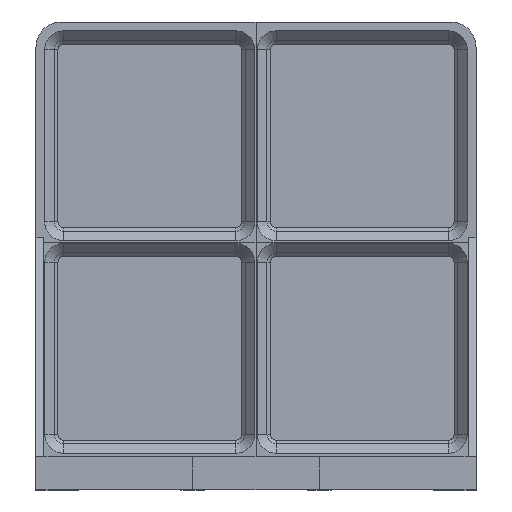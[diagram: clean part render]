
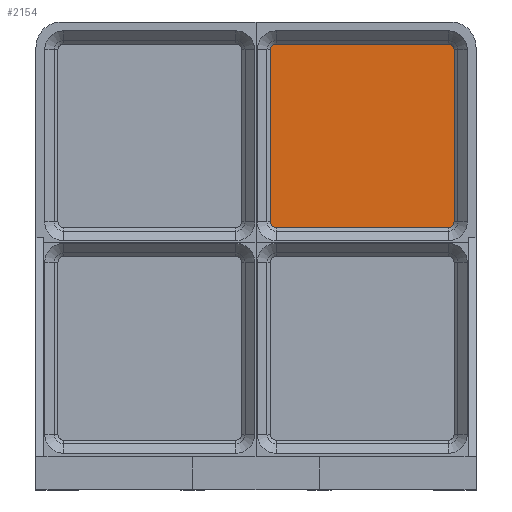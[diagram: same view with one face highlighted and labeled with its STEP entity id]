
A CAD part, top view. The second image highlights one B-rep face of the part: STEP entity #2154.
In plain terms, the highlighted planar face has unit normal (0, 0, 1).
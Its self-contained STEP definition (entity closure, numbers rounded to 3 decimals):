
#2079=CARTESIAN_POINT('',(394.4,164.,-0.06));
#2080=DIRECTION('',(0.,0.,1.));
#2081=DIRECTION('',(1.,0.,0.));
#2082=AXIS2_PLACEMENT_3D('',#2079,#2080,#2081);
#2083=PLANE('',#2082);
#2084=CARTESIAN_POINT('',(588.4,166.85,-0.06));
#2085=VERTEX_POINT('',#2084);
#2086=CARTESIAN_POINT('',(622.4,166.85,-0.06));
#2087=VERTEX_POINT('',#2086);
#2088=CARTESIAN_POINT('',(588.4,166.85,-0.06));
#2089=DIRECTION('',(1.,0.,0.));
#2090=VECTOR('',#2089,34.);
#2091=LINE('',#2088,#2090);
#2092=EDGE_CURVE('',#2085,#2087,#2091,.T.);
#2093=ORIENTED_EDGE('',*,*,#2092,.T.);
#2094=CARTESIAN_POINT('',(623.55,168.,-0.06));
#2095=VERTEX_POINT('',#2094);
#2096=CARTESIAN_POINT('',(622.4,168.,-0.06));
#2097=DIRECTION('',(0.,0.,1.));
#2098=DIRECTION('',(1.,0.,-0.));
#2099=AXIS2_PLACEMENT_3D('',#2096,#2097,#2098);
#2100=CIRCLE('',#2099,1.15);
#2101=EDGE_CURVE('',#2087,#2095,#2100,.T.);
#2102=ORIENTED_EDGE('',*,*,#2101,.T.);
#2103=CARTESIAN_POINT('',(623.55,202.,-0.06));
#2104=VERTEX_POINT('',#2103);
#2105=CARTESIAN_POINT('',(623.55,168.,-0.06));
#2106=DIRECTION('',(0.,1.,0.));
#2107=VECTOR('',#2106,34.);
#2108=LINE('',#2105,#2107);
#2109=EDGE_CURVE('',#2095,#2104,#2108,.T.);
#2110=ORIENTED_EDGE('',*,*,#2109,.T.);
#2111=CARTESIAN_POINT('',(622.4,203.15,-0.06));
#2112=VERTEX_POINT('',#2111);
#2113=CARTESIAN_POINT('',(622.4,202.,-0.06));
#2114=DIRECTION('',(0.,0.,1.));
#2115=DIRECTION('',(1.,0.,-0.));
#2116=AXIS2_PLACEMENT_3D('',#2113,#2114,#2115);
#2117=CIRCLE('',#2116,1.15);
#2118=EDGE_CURVE('',#2104,#2112,#2117,.T.);
#2119=ORIENTED_EDGE('',*,*,#2118,.T.);
#2120=CARTESIAN_POINT('',(588.4,203.15,-0.06));
#2121=VERTEX_POINT('',#2120);
#2122=CARTESIAN_POINT('',(622.4,203.15,-0.06));
#2123=DIRECTION('',(-1.,0.,0.));
#2124=VECTOR('',#2123,34.);
#2125=LINE('',#2122,#2124);
#2126=EDGE_CURVE('',#2112,#2121,#2125,.T.);
#2127=ORIENTED_EDGE('',*,*,#2126,.T.);
#2128=CARTESIAN_POINT('',(587.25,202.,-0.06));
#2129=VERTEX_POINT('',#2128);
#2130=CARTESIAN_POINT('',(588.4,202.,-0.06));
#2131=DIRECTION('',(0.,0.,1.));
#2132=DIRECTION('',(1.,0.,-0.));
#2133=AXIS2_PLACEMENT_3D('',#2130,#2131,#2132);
#2134=CIRCLE('',#2133,1.15);
#2135=EDGE_CURVE('',#2121,#2129,#2134,.T.);
#2136=ORIENTED_EDGE('',*,*,#2135,.T.);
#2137=CARTESIAN_POINT('',(587.25,168.,-0.06));
#2138=VERTEX_POINT('',#2137);
#2139=CARTESIAN_POINT('',(587.25,202.,-0.06));
#2140=DIRECTION('',(0.,-1.,0.));
#2141=VECTOR('',#2140,34.);
#2142=LINE('',#2139,#2141);
#2143=EDGE_CURVE('',#2129,#2138,#2142,.T.);
#2144=ORIENTED_EDGE('',*,*,#2143,.T.);
#2145=CARTESIAN_POINT('',(588.4,168.,-0.06));
#2146=DIRECTION('',(0.,0.,1.));
#2147=DIRECTION('',(1.,0.,-0.));
#2148=AXIS2_PLACEMENT_3D('',#2145,#2146,#2147);
#2149=CIRCLE('',#2148,1.15);
#2150=EDGE_CURVE('',#2138,#2085,#2149,.T.);
#2151=ORIENTED_EDGE('',*,*,#2150,.T.);
#2152=EDGE_LOOP('',(#2093,#2102,#2110,#2119,#2127,#2136,#2144,#2151));
#2153=FACE_BOUND('',#2152,.T.);
#2154=ADVANCED_FACE('',(#2153),#2083,.T.);
